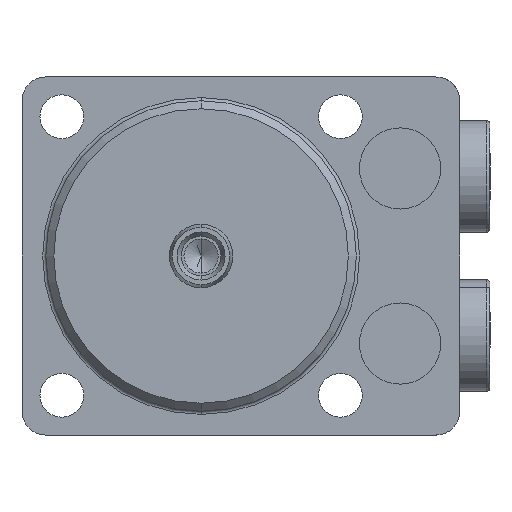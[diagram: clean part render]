
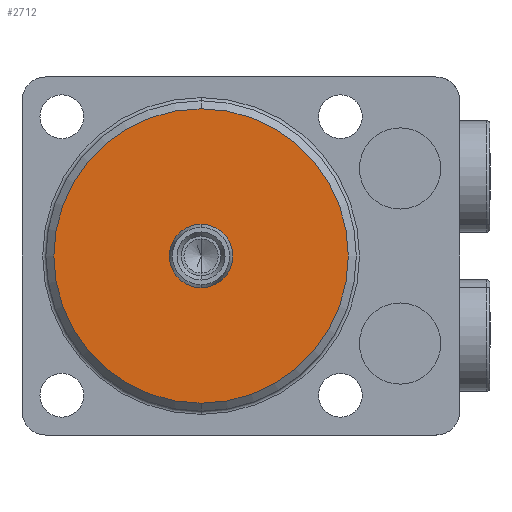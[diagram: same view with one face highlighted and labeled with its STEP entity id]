
A CAD part, front view. The second image highlights one B-rep face of the part: STEP entity #2712.
In plain terms, the highlighted planar face has unit normal (0, -1, 0).
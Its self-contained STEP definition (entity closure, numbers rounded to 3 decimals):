
#539 = FACE_BOUND ( 'NONE', #1765, .T. ) ;
#544 = FACE_OUTER_BOUND ( 'NONE', #2186, .T. ) ;
#1651 = CARTESIAN_POINT ( 'NONE',  ( 0., 0., 0. ) ) ;
#1652 = DIRECTION ( 'NONE',  ( 0., -1., 0. ) ) ;
#1653 = DIRECTION ( 'NONE',  ( 0., 0., 1. ) ) ;
#1765 = EDGE_LOOP ( 'NONE', ( #4091, #3987 ) ) ;
#1883 = VERTEX_POINT ( 'NONE', #5610 ) ;
#2051 = VERTEX_POINT ( 'NONE', #3336 ) ;
#2130 = VERTEX_POINT ( 'NONE', #3052 ) ;
#2186 = EDGE_LOOP ( 'NONE', ( #3988, #3989 ) ) ;
#2417 = VERTEX_POINT ( 'NONE', #3458 ) ;
#2712 = ADVANCED_FACE ( 'NONE', ( #539, #544 ), #3278, .F. ) ;
#3052 = CARTESIAN_POINT ( 'NONE',  ( 0., 0., -4. ) ) ;
#3273 = DIRECTION ( 'NONE',  ( 0., 0., 1. ) ) ;
#3274 = DIRECTION ( 'NONE',  ( 0., 1., 0. ) ) ;
#3278 = PLANE ( 'NONE',  #4598 ) ;
#3281 = CARTESIAN_POINT ( 'NONE',  ( -22.5, 0., 22.5 ) ) ;
#3336 = CARTESIAN_POINT ( 'NONE',  ( 0., 0., 18.5 ) ) ;
#3458 = CARTESIAN_POINT ( 'NONE',  ( 0., 0., -18.5 ) ) ;
#3510 = DIRECTION ( 'NONE',  ( 0., 0., 1. ) ) ;
#3514 = DIRECTION ( 'NONE',  ( 0., 1., 0. ) ) ;
#3515 = CARTESIAN_POINT ( 'NONE',  ( 0., 0., 0. ) ) ;
#3961 = DIRECTION ( 'NONE',  ( 0., 1., 0. ) ) ;
#3969 = DIRECTION ( 'NONE',  ( 0., -1., 0. ) ) ;
#3977 = DIRECTION ( 'NONE',  ( 0., 0., 1. ) ) ;
#3978 = CARTESIAN_POINT ( 'NONE',  ( 0., 0., 0. ) ) ;
#3979 = DIRECTION ( 'NONE',  ( 0., 0., 1. ) ) ;
#3982 = CARTESIAN_POINT ( 'NONE',  ( 0., 0., 0. ) ) ;
#3987 = ORIENTED_EDGE ( 'NONE', *, *, #4993, .T. ) ;
#3988 = ORIENTED_EDGE ( 'NONE', *, *, #4862, .T. ) ;
#3989 = ORIENTED_EDGE ( 'NONE', *, *, #5005, .T. ) ;
#4091 = ORIENTED_EDGE ( 'NONE', *, *, #4861, .T. ) ;
#4303 = AXIS2_PLACEMENT_3D ( 'NONE', #1651, #1652, #1653 ) ;
#4375 = AXIS2_PLACEMENT_3D ( 'NONE', #3515, #3514, #3510 ) ;
#4415 = AXIS2_PLACEMENT_3D ( 'NONE', #3978, #3969, #3977 ) ;
#4416 = AXIS2_PLACEMENT_3D ( 'NONE', #3982, #3961, #3979 ) ;
#4598 = AXIS2_PLACEMENT_3D ( 'NONE', #3281, #3274, #3273 ) ;
#4861 = EDGE_CURVE ( 'NONE', #1883, #2130, #5298, .T. ) ;
#4862 = EDGE_CURVE ( 'NONE', #2051, #2417, #5300, .T. ) ;
#4993 = EDGE_CURVE ( 'NONE', #2130, #1883, #5121, .T. ) ;
#5005 = EDGE_CURVE ( 'NONE', #2417, #2051, #5106, .T. ) ;
#5106 = CIRCLE ( 'NONE', #4303, 18.5 ) ;
#5121 = CIRCLE ( 'NONE', #4375, 4. ) ;
#5298 = CIRCLE ( 'NONE', #4416, 4. ) ;
#5300 = CIRCLE ( 'NONE', #4415, 18.5 ) ;
#5610 = CARTESIAN_POINT ( 'NONE',  ( 0., 0., 4. ) ) ;
